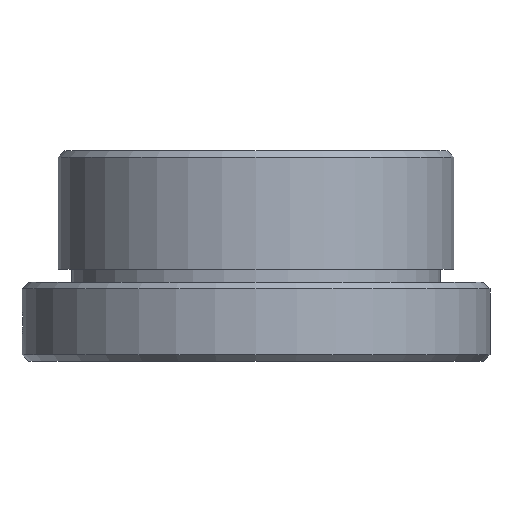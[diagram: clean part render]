
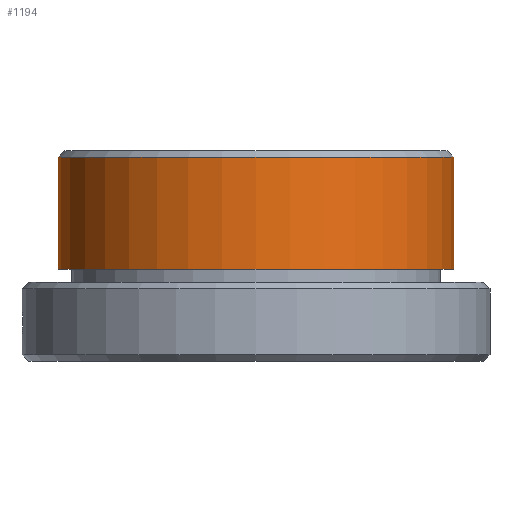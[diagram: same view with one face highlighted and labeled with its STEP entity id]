
A CAD part, front view. The second image highlights one B-rep face of the part: STEP entity #1194.
In plain terms, the highlighted cylindrical face has radius 15 mm (diameter 30 mm), a partial arc.
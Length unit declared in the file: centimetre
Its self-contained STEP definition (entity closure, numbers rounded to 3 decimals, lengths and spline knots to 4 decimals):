
#55 = ORIENTED_EDGE ( 'NONE', *, *, #1063, .T. ) ;
#170 = DIRECTION ( 'NONE',  ( 0., 0., 1. ) ) ;
#171 = VECTOR ( 'NONE', #170, 100. ) ;
#172 = CARTESIAN_POINT ( 'NONE',  ( -1.894, 0.3817, 0.8 ) ) ;
#173 = LINE ( 'NONE', #172, #171 ) ;
#213 = DIRECTION ( 'NONE',  ( 0., 0., 1. ) ) ;
#214 = VECTOR ( 'NONE', #213, 100. ) ;
#215 = CARTESIAN_POINT ( 'NONE',  ( 1.106, 0.3817, 0.8 ) ) ;
#217 = LINE ( 'NONE', #215, #214 ) ;
#229 = AXIS2_PLACEMENT_3D ( 'NONE', #256, #311, #310 ) ;
#256 = CARTESIAN_POINT ( 'NONE',  ( -0.394, 0.3817, -0.1 ) ) ;
#259 = DIRECTION ( 'NONE',  ( -1., 0., 0. ) ) ;
#260 = DIRECTION ( 'NONE',  ( 0., 0., -1. ) ) ;
#261 = CARTESIAN_POINT ( 'NONE',  ( -0.394, 0.3817, 0.75 ) ) ;
#262 = AXIS2_PLACEMENT_3D ( 'NONE', #261, #260, #259 ) ;
#263 = CIRCLE ( 'NONE', #262, 1.5 ) ;
#264 = CIRCLE ( 'NONE', #229, 1.5 ) ;
#310 = DIRECTION ( 'NONE',  ( 1., 0., 0. ) ) ;
#311 = DIRECTION ( 'NONE',  ( 0., 0., 1. ) ) ;
#546 = DIRECTION ( 'NONE',  ( 1., 0., 0. ) ) ;
#547 = DIRECTION ( 'NONE',  ( 0., 0., 1. ) ) ;
#549 = AXIS2_PLACEMENT_3D ( 'NONE', #562, #547, #546 ) ;
#555 = FACE_OUTER_BOUND ( 'NONE', #1195, .T. ) ;
#556 = CYLINDRICAL_SURFACE ( 'NONE', #549, 1.5 ) ;
#562 = CARTESIAN_POINT ( 'NONE',  ( -0.394, 0.3817, 0.8 ) ) ;
#612 = CARTESIAN_POINT ( 'NONE',  ( -1.894, 0.3817, 0.75 ) ) ;
#613 = CARTESIAN_POINT ( 'NONE',  ( -1.894, 0.3817, -0.1 ) ) ;
#617 = CARTESIAN_POINT ( 'NONE',  ( 1.106, 0.3817, -0.1 ) ) ;
#888 = VERTEX_POINT ( 'NONE', #1448 ) ;
#1025 = EDGE_CURVE ( 'NONE', #1236, #1238, #173, .T. ) ;
#1028 = EDGE_CURVE ( 'NONE', #1233, #888, #217, .T. ) ;
#1046 = ORIENTED_EDGE ( 'NONE', *, *, #1059, .T. ) ;
#1049 = ORIENTED_EDGE ( 'NONE', *, *, #1025, .F. ) ;
#1059 = EDGE_CURVE ( 'NONE', #888, #1238, #263, .T. ) ;
#1063 = EDGE_CURVE ( 'NONE', #1236, #1233, #264, .T. ) ;
#1064 = ORIENTED_EDGE ( 'NONE', *, *, #1028, .T. ) ;
#1194 = ADVANCED_FACE ( 'NONE', ( #555 ), #556, .T. ) ;
#1195 = EDGE_LOOP ( 'NONE', ( #1049, #55, #1064, #1046 ) ) ;
#1233 = VERTEX_POINT ( 'NONE', #617 ) ;
#1236 = VERTEX_POINT ( 'NONE', #613 ) ;
#1238 = VERTEX_POINT ( 'NONE', #612 ) ;
#1448 = CARTESIAN_POINT ( 'NONE',  ( 1.106, 0.3817, 0.75 ) ) ;
